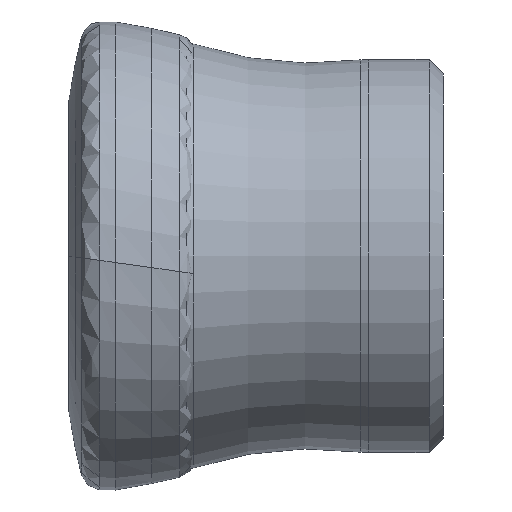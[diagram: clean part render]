
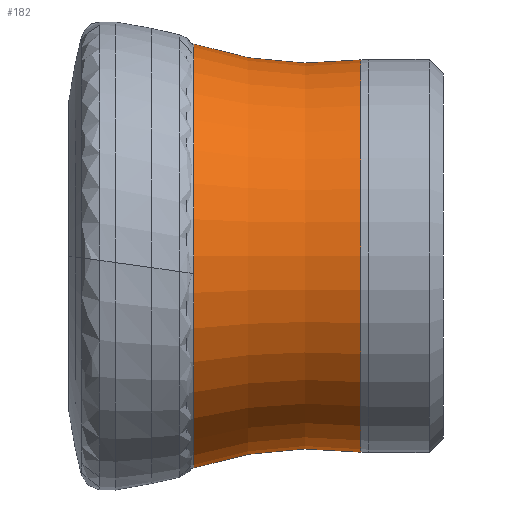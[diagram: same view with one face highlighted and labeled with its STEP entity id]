
A CAD part, front view. The second image highlights one B-rep face of the part: STEP entity #182.
In plain terms, the highlighted toroidal (fillet/blend) face has major radius 60.6 mm and minor radius 40 mm.
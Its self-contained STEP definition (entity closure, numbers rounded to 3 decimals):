
#144=TOROIDAL_SURFACE('',#679,60.6,40.);
#155=FACE_BOUND('',#274,.T.);
#156=FACE_BOUND('',#275,.T.);
#182=ADVANCED_FACE('',(#155,#156),#144,.F.);
#274=EDGE_LOOP('',(#336));
#275=EDGE_LOOP('',(#337));
#336=ORIENTED_EDGE('',*,*,#538,.F.);
#337=ORIENTED_EDGE('',*,*,#537,.T.);
#490=VERTEX_POINT('',#925);
#491=VERTEX_POINT('',#928);
#537=EDGE_CURVE('',#490,#490,#616,.T.);
#538=EDGE_CURVE('',#491,#491,#617,.T.);
#616=CIRCLE('',#676,20.948);
#617=CIRCLE('',#678,22.635);
#676=AXIS2_PLACEMENT_3D('',#924,#757,#758);
#678=AXIS2_PLACEMENT_3D('',#927,#761,#762);
#679=AXIS2_PLACEMENT_3D('',#929,#763,#764);
#757=DIRECTION('',(-1.,0.,0.));
#758=DIRECTION('',(0.,0.,1.));
#761=DIRECTION('',(-1.,0.,0.));
#762=DIRECTION('',(0.,0.,1.));
#763=DIRECTION('',(-1.,0.,0.));
#764=DIRECTION('',(0.,0.,1.));
#924=CARTESIAN_POINT('',(31.21,0.,0.));
#925=CARTESIAN_POINT('',(31.21,0.,20.948));
#927=CARTESIAN_POINT('',(13.351,0.,0.));
#928=CARTESIAN_POINT('',(13.351,0.,22.635));
#929=CARTESIAN_POINT('',(25.947,0.,0.));
